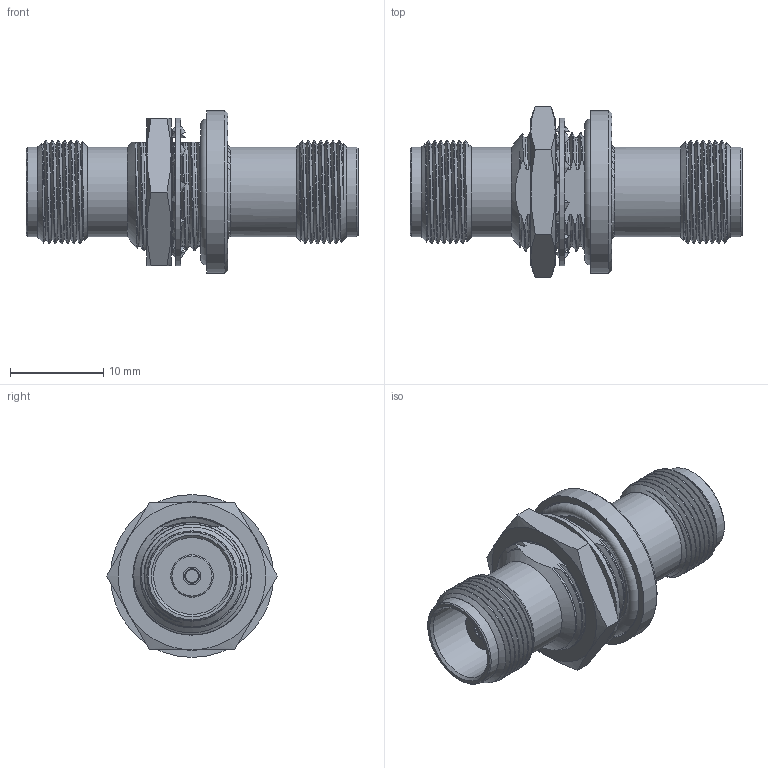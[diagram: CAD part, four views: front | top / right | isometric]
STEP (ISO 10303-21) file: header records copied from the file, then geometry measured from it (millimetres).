
FILE_DESCRIPTION (( 'STEP AP203' ), '1' );
FILE_NAME ('PE91242_3D.step', '2021-05-05T13:58:23', ( '' ), ( '' ), 'SwSTEP 2.0', 'SolidWorks 2020', '' );
FILE_SCHEMA (( 'CONFIG_CONTROL_DESIGN' ));
Length unit declared in the file: inch
Products named in the file (1): PE91242_3D
Bounding box: 35.67 x 18.33 x 17.5 mm (x, y, z)
Volume: 2974.2 mm3; surface area: 3635.7 mm2
Topology: 4 solids, 4 shells, 224 faces, 632 edges, 428 vertices
Faces by surface type: bspline 80, plane 62, cylinder 46, cone 34, torus 2
Full cylindrical faces by diameter (mm): 1.346 x2, 1.854 x2, 4.572 x2, 8.255 x2, 9.652 x4, 12.725 x1, 15.875 x1, 15.998 x1, 17.5 x1
Entity records: 21374 total; most frequent: CARTESIAN_POINT 16582, ORIENTED_EDGE 1168, DIRECTION 691, EDGE_CURVE 584, VERTEX_POINT 410, AXIS2_PLACEMENT_3D 270, EDGE_LOOP 270, FACE_OUTER_BOUND 240
